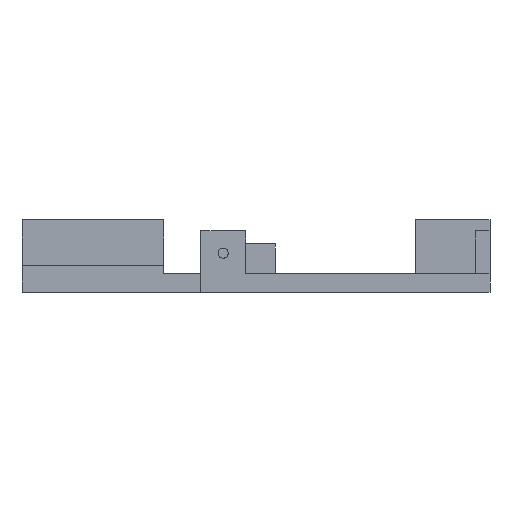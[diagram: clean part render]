
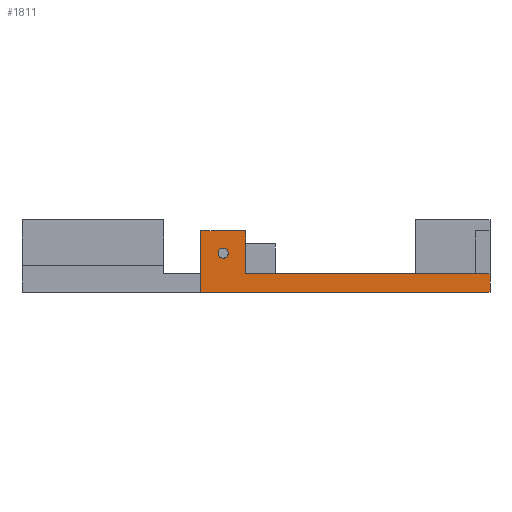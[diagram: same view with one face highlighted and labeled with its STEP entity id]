
A CAD part, front view. The second image highlights one B-rep face of the part: STEP entity #1811.
In plain terms, the highlighted planar face has unit normal (0, -1, 0).
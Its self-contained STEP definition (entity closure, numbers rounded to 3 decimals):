
#63=FACE_BOUND('',#296,.T.);
#114=CIRCLE('',#1933,1.35);
#177=FACE_OUTER_BOUND('',#295,.T.);
#295=EDGE_LOOP('',(#1352,#1353,#1354,#1355,#1356,#1357));
#296=EDGE_LOOP('',(#1358));
#450=LINE('',#2653,#642);
#493=LINE('',#2766,#685);
#495=LINE('',#2770,#687);
#500=LINE('',#2780,#692);
#501=LINE('',#2783,#693);
#502=LINE('',#2784,#694);
#642=VECTOR('',#2124,10.);
#685=VECTOR('',#2201,10.);
#687=VECTOR('',#2205,10.);
#692=VECTOR('',#2214,10.);
#693=VECTOR('',#2217,10.);
#694=VECTOR('',#2218,10.);
#825=VERTEX_POINT('',#2650);
#826=VERTEX_POINT('',#2652);
#876=VERTEX_POINT('',#2754);
#879=VERTEX_POINT('',#2764);
#880=VERTEX_POINT('',#2768);
#883=VERTEX_POINT('',#2778);
#884=VERTEX_POINT('',#2782);
#1002=EDGE_CURVE('',#826,#825,#450,.T.);
#1054=EDGE_CURVE('',#876,#876,#114,.T.);
#1059=EDGE_CURVE('',#825,#879,#493,.T.);
#1061=EDGE_CURVE('',#880,#879,#495,.T.);
#1066=EDGE_CURVE('',#883,#880,#500,.T.);
#1067=EDGE_CURVE('',#883,#884,#501,.T.);
#1068=EDGE_CURVE('',#884,#826,#502,.T.);
#1352=ORIENTED_EDGE('',*,*,#1067,.T.);
#1353=ORIENTED_EDGE('',*,*,#1068,.T.);
#1354=ORIENTED_EDGE('',*,*,#1002,.T.);
#1355=ORIENTED_EDGE('',*,*,#1059,.T.);
#1356=ORIENTED_EDGE('',*,*,#1061,.F.);
#1357=ORIENTED_EDGE('',*,*,#1066,.F.);
#1358=ORIENTED_EDGE('',*,*,#1054,.T.);
#1740=PLANE('',#1939);
#1811=ADVANCED_FACE('',(#177,#63),#1740,.F.);
#1933=AXIS2_PLACEMENT_3D('',#2756,#2191,#2192);
#1939=AXIS2_PLACEMENT_3D('',#2781,#2215,#2216);
#2124=DIRECTION('',(-1.,0.,0.));
#2191=DIRECTION('center_axis',(0.,1.,0.));
#2192=DIRECTION('ref_axis',(0.,0.,1.));
#2201=DIRECTION('',(0.,0.,1.));
#2205=DIRECTION('',(1.,0.,0.));
#2214=DIRECTION('',(0.,0.,1.));
#2215=DIRECTION('center_axis',(0.,1.,0.));
#2216=DIRECTION('ref_axis',(0.,0.,1.));
#2217=DIRECTION('',(1.,0.,0.));
#2218=DIRECTION('',(0.,0.,1.));
#2650=CARTESIAN_POINT('',(-6.207,-173.067,14.5));
#2652=CARTESIAN_POINT('',(59.393,-173.067,14.5));
#2653=CARTESIAN_POINT('',(1.793,-173.067,14.5));
#2754=CARTESIAN_POINT('',(-12.207,-173.067,18.65));
#2756=CARTESIAN_POINT('Origin',(-12.207,-173.067,20.));
#2764=CARTESIAN_POINT('',(-6.207,-173.067,26.));
#2766=CARTESIAN_POINT('',(-6.207,-173.067,14.5));
#2768=CARTESIAN_POINT('',(-18.207,-173.067,26.));
#2770=CARTESIAN_POINT('',(-18.207,-173.067,26.));
#2778=CARTESIAN_POINT('',(-18.207,-173.067,9.5));
#2780=CARTESIAN_POINT('',(-18.207,-173.067,9.5));
#2781=CARTESIAN_POINT('Origin',(30.593,-173.067,12.));
#2782=CARTESIAN_POINT('',(59.393,-173.067,9.5));
#2783=CARTESIAN_POINT('',(16.193,-173.067,9.5));
#2784=CARTESIAN_POINT('',(59.393,-173.067,10.75));
